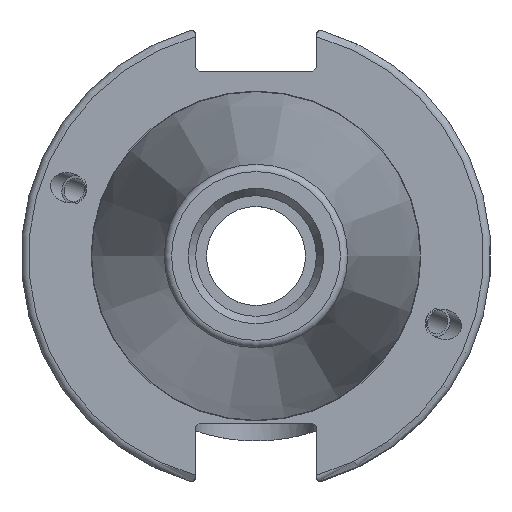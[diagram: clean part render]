
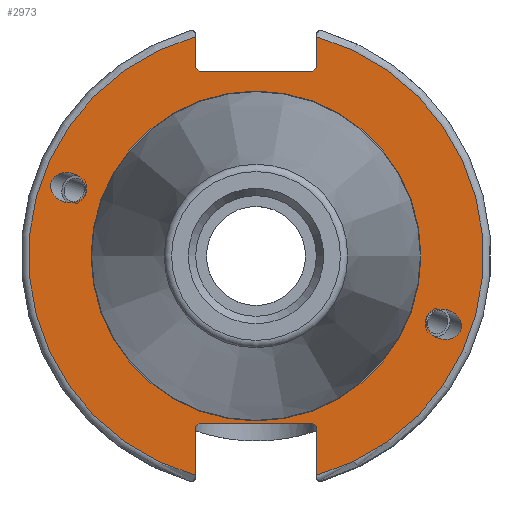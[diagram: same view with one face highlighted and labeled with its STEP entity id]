
A CAD part, left-side view. The second image highlights one B-rep face of the part: STEP entity #2973.
In plain terms, the highlighted planar face has unit normal (-1, 0, 0).
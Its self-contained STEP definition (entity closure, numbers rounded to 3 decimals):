
#274=ELLIPSE('',#3211,2.442,2.);
#284=ELLIPSE('',#3279,2.442,2.);
#342=FACE_BOUND('',#648,.T.);
#343=FACE_BOUND('',#649,.T.);
#344=FACE_BOUND('',#650,.T.);
#365=PLANE('',#3285);
#465=FACE_OUTER_BOUND('',#647,.T.);
#647=EDGE_LOOP('',(#2232,#2233,#2234,#2235,#2236,#2237,#2238,#2239,#2240,
#2241,#2242,#2243));
#648=EDGE_LOOP('',(#2244));
#649=EDGE_LOOP('',(#2245));
#650=EDGE_LOOP('',(#2246));
#824=LINE('',#4908,#997);
#825=LINE('',#4910,#998);
#826=LINE('',#4912,#999);
#827=LINE('',#4914,#1000);
#828=LINE('',#4916,#1001);
#829=LINE('',#4920,#1002);
#830=LINE('',#4922,#1003);
#831=LINE('',#4924,#1004);
#832=LINE('',#4926,#1005);
#833=LINE('',#4927,#1006);
#997=VECTOR('',#3754,10.);
#998=VECTOR('',#3755,10.);
#999=VECTOR('',#3756,10.);
#1000=VECTOR('',#3757,10.);
#1001=VECTOR('',#3758,10.);
#1002=VECTOR('',#3761,10.);
#1003=VECTOR('',#3762,10.);
#1004=VECTOR('',#3763,10.);
#1005=VECTOR('',#3764,10.);
#1006=VECTOR('',#3765,10.);
#1180=CIRCLE('',#3283,22.3);
#1182=CIRCLE('',#3286,30.75);
#1183=CIRCLE('',#3287,30.75);
#1294=VERTEX_POINT('',#4505);
#1354=VERTEX_POINT('',#4892);
#1357=VERTEX_POINT('',#4899);
#1358=VERTEX_POINT('',#4904);
#1359=VERTEX_POINT('',#4905);
#1360=VERTEX_POINT('',#4907);
#1361=VERTEX_POINT('',#4909);
#1362=VERTEX_POINT('',#4911);
#1363=VERTEX_POINT('',#4913);
#1364=VERTEX_POINT('',#4915);
#1365=VERTEX_POINT('',#4917);
#1366=VERTEX_POINT('',#4919);
#1367=VERTEX_POINT('',#4921);
#1368=VERTEX_POINT('',#4923);
#1369=VERTEX_POINT('',#4925);
#1594=EDGE_CURVE('',#1294,#1294,#274,.T.);
#1680=EDGE_CURVE('',#1354,#1354,#284,.T.);
#1683=EDGE_CURVE('',#1357,#1357,#1180,.T.);
#1685=EDGE_CURVE('',#1358,#1359,#1182,.T.);
#1686=EDGE_CURVE('',#1358,#1360,#824,.T.);
#1687=EDGE_CURVE('',#1361,#1360,#825,.T.);
#1688=EDGE_CURVE('',#1361,#1362,#826,.T.);
#1689=EDGE_CURVE('',#1363,#1362,#827,.T.);
#1690=EDGE_CURVE('',#1363,#1364,#828,.T.);
#1691=EDGE_CURVE('',#1365,#1364,#1183,.T.);
#1692=EDGE_CURVE('',#1365,#1366,#829,.T.);
#1693=EDGE_CURVE('',#1367,#1366,#830,.T.);
#1694=EDGE_CURVE('',#1367,#1368,#831,.T.);
#1695=EDGE_CURVE('',#1369,#1368,#832,.T.);
#1696=EDGE_CURVE('',#1369,#1359,#833,.T.);
#2232=ORIENTED_EDGE('',*,*,#1685,.F.);
#2233=ORIENTED_EDGE('',*,*,#1686,.T.);
#2234=ORIENTED_EDGE('',*,*,#1687,.F.);
#2235=ORIENTED_EDGE('',*,*,#1688,.T.);
#2236=ORIENTED_EDGE('',*,*,#1689,.F.);
#2237=ORIENTED_EDGE('',*,*,#1690,.T.);
#2238=ORIENTED_EDGE('',*,*,#1691,.F.);
#2239=ORIENTED_EDGE('',*,*,#1692,.T.);
#2240=ORIENTED_EDGE('',*,*,#1693,.F.);
#2241=ORIENTED_EDGE('',*,*,#1694,.T.);
#2242=ORIENTED_EDGE('',*,*,#1695,.F.);
#2243=ORIENTED_EDGE('',*,*,#1696,.T.);
#2244=ORIENTED_EDGE('',*,*,#1594,.T.);
#2245=ORIENTED_EDGE('',*,*,#1680,.T.);
#2246=ORIENTED_EDGE('',*,*,#1683,.F.);
#2973=ADVANCED_FACE('',(#465,#342,#343,#344),#365,.T.);
#3211=AXIS2_PLACEMENT_3D('',#4507,#3577,#3578);
#3279=AXIS2_PLACEMENT_3D('',#4894,#3738,#3739);
#3283=AXIS2_PLACEMENT_3D('',#4901,#3746,#3747);
#3285=AXIS2_PLACEMENT_3D('',#4903,#3750,#3751);
#3286=AXIS2_PLACEMENT_3D('',#4906,#3752,#3753);
#3287=AXIS2_PLACEMENT_3D('',#4918,#3759,#3760);
#3577=DIRECTION('center_axis',(1.,0.,0.));
#3578=DIRECTION('ref_axis',(0.,-0.94,-0.342));
#3738=DIRECTION('center_axis',(1.,0.,0.));
#3739=DIRECTION('ref_axis',(0.,0.94,0.342));
#3746=DIRECTION('center_axis',(-1.,0.,0.));
#3747=DIRECTION('ref_axis',(0.,-1.,0.));
#3750=DIRECTION('center_axis',(-1.,0.,0.));
#3751=DIRECTION('ref_axis',(0.,0.,1.));
#3752=DIRECTION('center_axis',(1.,0.,0.));
#3753=DIRECTION('ref_axis',(0.,-1.,0.));
#3754=DIRECTION('',(0.,0.,-1.));
#3755=DIRECTION('',(0.,-0.707,0.707));
#3756=DIRECTION('',(0.,1.,0.));
#3757=DIRECTION('',(0.,-0.707,-0.707));
#3758=DIRECTION('',(0.,0.,1.));
#3759=DIRECTION('center_axis',(1.,0.,0.));
#3760=DIRECTION('ref_axis',(0.,1.,0.));
#3761=DIRECTION('',(0.,0.,1.));
#3762=DIRECTION('',(0.,0.707,-0.707));
#3763=DIRECTION('',(0.,-1.,0.));
#3764=DIRECTION('',(0.,0.707,0.707));
#3765=DIRECTION('',(0.,0.,-1.));
#4505=CARTESIAN_POINT('',(3.175,-23.077,-8.399));
#4507=CARTESIAN_POINT('Origin',(3.175,-25.372,-9.235));
#4892=CARTESIAN_POINT('',(3.175,23.077,8.399));
#4894=CARTESIAN_POINT('Origin',(3.175,25.372,9.235));
#4899=CARTESIAN_POINT('',(3.175,0.,22.3));
#4901=CARTESIAN_POINT('Origin',(3.175,0.,0.));
#4903=CARTESIAN_POINT('Origin',(3.175,31.75,0.));
#4904=CARTESIAN_POINT('',(3.175,-8.19,29.639));
#4905=CARTESIAN_POINT('',(3.175,-8.19,-29.639));
#4906=CARTESIAN_POINT('Origin',(3.175,0.,0.));
#4907=CARTESIAN_POINT('',(3.175,-8.19,25.5));
#4908=CARTESIAN_POINT('',(3.175,-8.19,12.5));
#4909=CARTESIAN_POINT('',(3.175,-7.69,25.));
#4910=CARTESIAN_POINT('',(3.175,8.295,9.015));
#4911=CARTESIAN_POINT('',(3.175,7.69,25.));
#4912=CARTESIAN_POINT('',(3.175,15.875,25.));
#4913=CARTESIAN_POINT('',(3.175,8.19,25.5));
#4914=CARTESIAN_POINT('',(3.175,7.58,24.89));
#4915=CARTESIAN_POINT('',(3.175,8.19,29.639));
#4916=CARTESIAN_POINT('',(3.175,8.19,12.5));
#4917=CARTESIAN_POINT('',(3.175,8.19,-29.639));
#4918=CARTESIAN_POINT('Origin',(3.175,0.,0.));
#4919=CARTESIAN_POINT('',(3.175,8.19,-23.1));
#4920=CARTESIAN_POINT('',(3.175,8.19,-11.3));
#4921=CARTESIAN_POINT('',(3.175,7.69,-22.6));
#4922=CARTESIAN_POINT('',(3.175,8.18,-23.09));
#4923=CARTESIAN_POINT('',(3.175,-7.69,-22.6));
#4924=CARTESIAN_POINT('',(3.175,15.875,-22.6));
#4925=CARTESIAN_POINT('',(3.175,-8.19,-23.1));
#4926=CARTESIAN_POINT('',(3.175,7.695,-7.215));
#4927=CARTESIAN_POINT('',(3.175,-8.19,-11.3));
